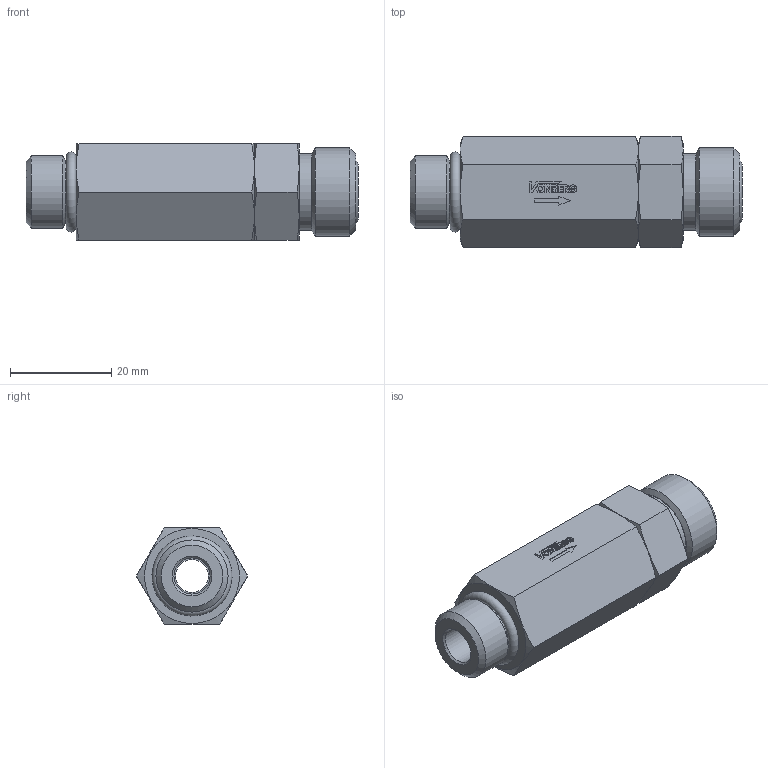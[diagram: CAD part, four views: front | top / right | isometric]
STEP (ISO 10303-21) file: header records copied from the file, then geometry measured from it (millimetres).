
FILE_DESCRIPTION((''),'2;1');
FILE_NAME('10414-806.stp','2015-01-02T15:23:48',('jml'),(''),'Autodesk Inventor 2010','Autodesk Inventor 2010','');
FILE_SCHEMA(('AUTOMOTIVE_DESIGN { 1 0 10303 214 1 1 1 1 }'));
Length unit declared in the file: inch
Products named in the file (4): 10414-806; 320127; 990201; 906 O-RING
Assembly tree (3 placements, depth 2):
  10414-806
    320127
    990201
    906 O-RING
Bounding box: 65.67 x 22 x 19.05 mm (x, y, z)
Volume: 15370.9 mm3; surface area: 8378.2 mm2
Topology: 5 solids, 5 shells, 160 faces, 381 edges, 245 vertices
Faces by surface type: plane 106, cylinder 26, cone 24, torus 4
Full cylindrical faces by diameter (mm): 0.87 x1, 6.502 x1, 7.137 x1, 8.103 x1, 12.294 x2, 12.675 x1, 12.751 x1, 14.275 x2, 15.113 x1, 17.45 x1
Entity records: 4553 total; most frequent: CARTESIAN_POINT 834, DIRECTION 732, ORIENTED_EDGE 706, EDGE_CURVE 353, AXIS2_PLACEMENT_3D 248, VERTEX_POINT 242, VECTOR 236, LINE 236
